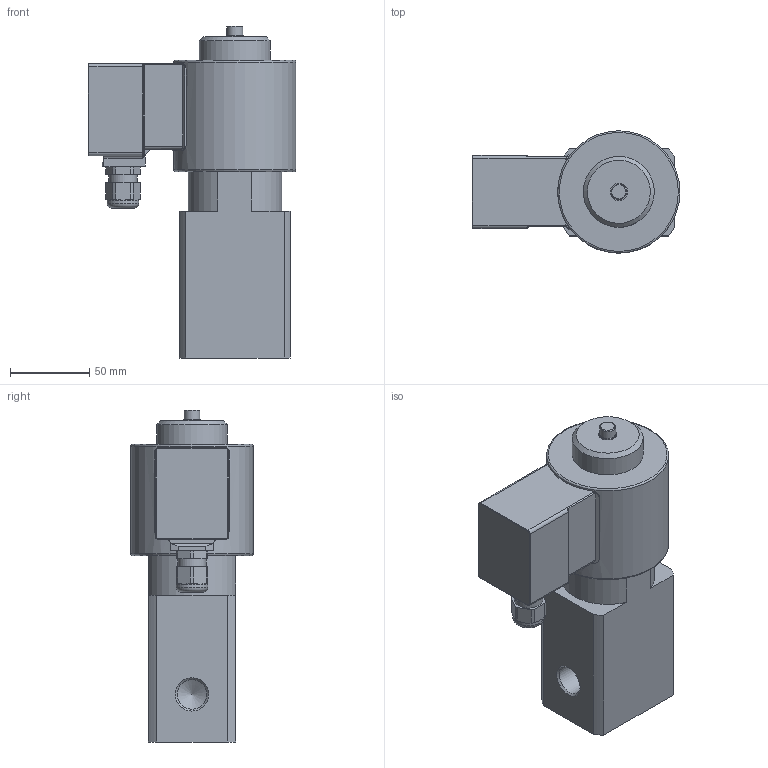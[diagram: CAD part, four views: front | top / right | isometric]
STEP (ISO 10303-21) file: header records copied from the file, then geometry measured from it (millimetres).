
FILE_DESCRIPTION(/* description */ ('STP-Datei'),/* implementation_level */ '2;1');
FILE_NAME(/* name */ '049.000130_1-041-23-0804-.242.stp',/* time_stamp */ '2025-08-27T09:28:56+02:00',/* author */ ('LBirkmann'),/* organization */ (''),/* preprocessor_version */ 'ST-DEVELOPER v20',/* originating_system */ 'Autodesk Inventor 2024',/* authorisation */ '');
FILE_SCHEMA (('AUTOMOTIVE_DESIGN { 1 0 10303 214 3 1 1 }'));
Length unit declared in the file: millimetre
Products named in the file (1): 88-003961
Bounding box: 131 x 77 x 209.2 mm (x, y, z)
Volume: 916333.4 mm3; surface area: 73709.8 mm2
Topology: 1 solids, 1 shells, 138 faces, 338 edges, 208 vertices
Faces by surface type: cylinder 54, plane 53, cone 15, torus 12, bspline 4
Full cylindrical faces by diameter (mm): 10 x1, 11 x1, 18 x1, 18.631 x2, 20 x1, 44.7 x1, 77 x1
Entity records: 4334 total; most frequent: CARTESIAN_POINT 1058, DIRECTION 692, ORIENTED_EDGE 668, EDGE_CURVE 334, AXIS2_PLACEMENT_3D 259, VERTEX_POINT 208, LINE 174, VECTOR 174
